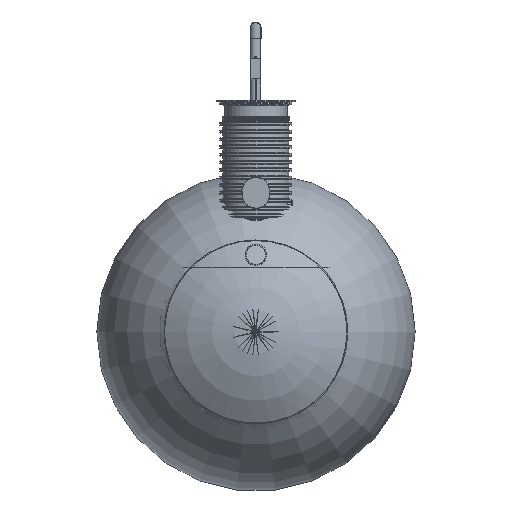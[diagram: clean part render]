
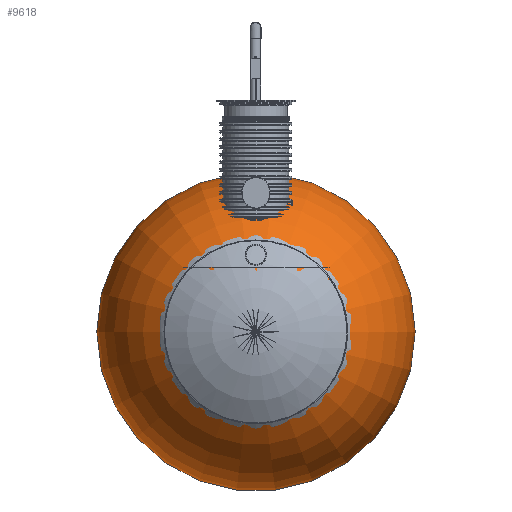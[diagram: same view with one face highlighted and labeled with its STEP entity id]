
A CAD part, front view. The second image highlights one B-rep face of the part: STEP entity #9618.
In plain terms, the highlighted toroidal (fillet/blend) face has major radius 1.234 mm and minor radius 1600 mm.
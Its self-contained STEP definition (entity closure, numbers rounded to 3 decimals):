
#727=B_SPLINE_CURVE_WITH_KNOTS('',3,(#15957,#15958,#15959,#15960,#15961,
#15962,#15963,#15964,#15965,#15966,#15967,#15968,#15969,#15970,#15971,#15972,
#15973,#15974,#15975,#15976,#15977,#15978,#15979,#15980,#15981,#15982,#15983,
#15984),.UNSPECIFIED.,.F.,.F.,(4,1,1,1,1,1,1,1,1,1,1,1,1,1,1,1,1,1,1,1,
1,1,1,1,1,4),(8.486,8.569,8.652,8.735,
8.819,8.86,8.902,8.943,8.985,
9.026,9.068,9.109,9.151,9.192,
9.234,9.317,9.4,9.483,9.524,
9.566,9.607,9.628,9.649,9.69,
9.732,9.815),.UNSPECIFIED.);
#1758=VERTEX_LOOP('',#5608);
#1761=DEGENERATE_TOROIDAL_SURFACE('',#10840,1.233,1600.,
 .T.);
#2080=ORIENTED_EDGE('',*,*,#4387,.T.);
#2081=ORIENTED_EDGE('',*,*,#4390,.T.);
#4387=EDGE_CURVE('',#5606,#5607,#6530,.T.);
#4390=EDGE_CURVE('',#5607,#5606,#727,.T.);
#5606=VERTEX_POINT('',#15913);
#5607=VERTEX_POINT('',#15914);
#5608=VERTEX_POINT('',#15956);
#6530=CIRCLE('',#10839,915.14);
#7273=EDGE_LOOP('',(#2080,#2081));
#8431=FACE_BOUND('',#1758,.T.);
#8432=FACE_BOUND('',#7273,.T.);
#9618=ADVANCED_FACE('',(#8431,#8432),#1761,.T.);
#10839=AXIS2_PLACEMENT_3D('',#15912,#12502,#12503);
#10840=AXIS2_PLACEMENT_3D('',#15955,#12504,#12505);
#12502=DIRECTION('',(-0.002,-1.,0.));
#12503=DIRECTION('',(1.,-0.002,0.));
#12504=DIRECTION('',(-0.002,-1.,0.));
#12505=DIRECTION('',(1.,-0.002,0.));
#15912=CARTESIAN_POINT('',(-2.005,-163.138,0.));
#15913=CARTESIAN_POINT('',(-647.202,-161.547,649.));
#15914=CARTESIAN_POINT('',(643.191,-164.729,649.));
#15955=CARTESIAN_POINT('',(1.233,1150.165,0.));
#15956=CARTESIAN_POINT('',(-2.712,-449.83,0.));
#15957=CARTESIAN_POINT('',(643.191,-164.729,649.));
#15958=CARTESIAN_POINT('',(618.244,-176.892,649.));
#15959=CARTESIAN_POINT('',(567.767,-199.747,649.));
#15960=CARTESIAN_POINT('',(490.325,-229.652,649.));
#15961=CARTESIAN_POINT('',(411.139,-255.177,649.));
#15962=CARTESIAN_POINT('',(343.723,-272.75,649.));
#15963=CARTESIAN_POINT('',(288.827,-284.559,649.));
#15964=CARTESIAN_POINT('',(247.52,-292.209,649.));
#15965=CARTESIAN_POINT('',(206.092,-298.661,649.));
#15966=CARTESIAN_POINT('',(164.54,-303.921,649.));
#15967=CARTESIAN_POINT('',(122.867,-307.991,649.));
#15968=CARTESIAN_POINT('',(81.067,-310.87,649.));
#15969=CARTESIAN_POINT('',(39.156,-312.556,649.));
#15970=CARTESIAN_POINT('',(-2.926,-313.041,649.));
#15971=CARTESIAN_POINT('',(-44.954,-312.317,649.));
#15972=CARTESIAN_POINT('',(-100.662,-309.763,649.));
#15973=CARTESIAN_POINT('',(-169.808,-303.622,649.));
#15974=CARTESIAN_POINT('',(-251.972,-291.602,649.));
#15975=CARTESIAN_POINT('',(-319.777,-277.727,649.));
#15976=CARTESIAN_POINT('',(-373.62,-264.298,649.));
#15977=CARTESIAN_POINT('',(-413.799,-253.054,649.));
#15978=CARTESIAN_POINT('',(-447.114,-242.698,649.));
#15979=CARTESIAN_POINT('',(-473.656,-233.816,649.));
#15980=CARTESIAN_POINT('',(-500.151,-224.526,649.));
#15981=CARTESIAN_POINT('',(-532.904,-212.24,649.));
#15982=CARTESIAN_POINT('',(-584.52,-191.177,649.));
#15983=CARTESIAN_POINT('',(-622.359,-173.811,649.));
#15984=CARTESIAN_POINT('',(-647.202,-161.547,649.));
